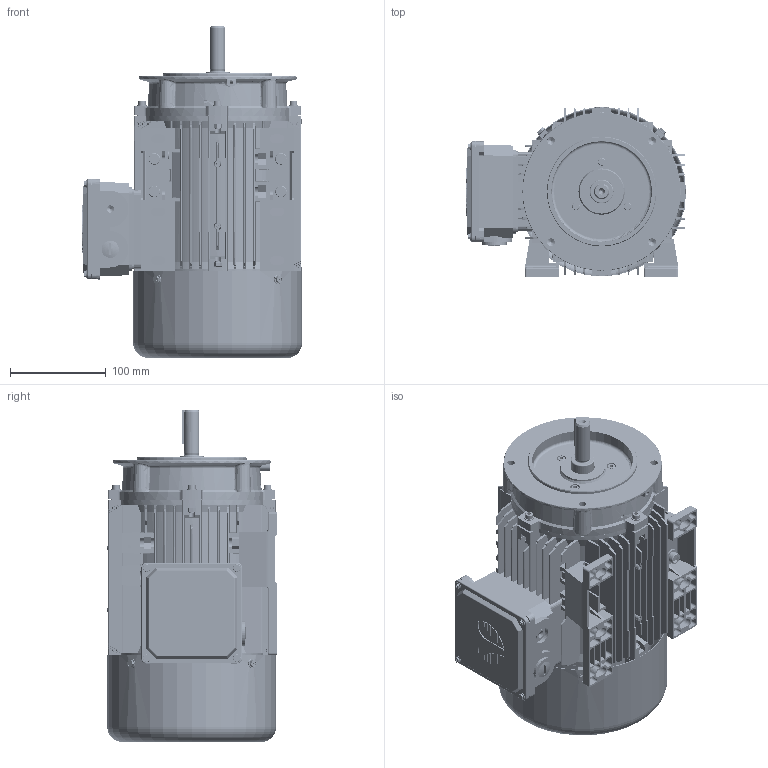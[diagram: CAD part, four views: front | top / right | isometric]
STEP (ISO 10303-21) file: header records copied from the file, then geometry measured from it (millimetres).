
FILE_DESCRIPTION (( 'STEP AP203' ), '1' );
FILE_NAME ('NEMA56H-C軞蚾芞.STEP', '2017-03-02T06:42:09', ( 'Sky123.Org' ), ( 'Sky123.Org' ), 'SwSTEP 2.0', 'SolidWorks 2010', '' );
FILE_SCHEMA (( 'CONFIG_CONTROL_DESIGN' ));
Products named in the file (42): NEMA56衵菁褐; 90霧齪; 霧齪M3X4_Default; 諉盄碟釱躇猾菜_Default; 坶諉盄碟釱M4X10_Default; MS80-100方型接线盒盖密封垫_Default; T-205-C粣創揤啣; NEMA140KTC-C楊擘傷裔; 波形垫圈D52(6205)_Default; 坶抯芃M4X5_Default; 防水圈25X46X2_Default; IEC90-C綴傷裔; 锁轴承压板和前后盖M5X25_Default; TA90-4撰隅赽240え; ヶ綴裔喘倛菜え朴5_Default; NEMA56H-C軞蚾芞; NEMA56-140儂褲; NEMA56酘菁褐; 坶菁褐M8X25_Default; 菁褐粟銅菜え朴8_Default; 菁褐坶踡蹟譫M8; 90堤盄誘杶; MS80-100源倰諉盄裔; 諉盄碟釱諉華喘倛菜え朴5_Default; 諉盄碟諉華蹟隊M5X8_Default; 0.75-14NPT出线螺塞_Default; MS80-100陔諉盄碟裔; 諉盄碟裔蹟隊M4X12_Default; NEMA56H-C蛌粣; 205粣創; 粟銅菜え朴4_Default; す菜え朴4_Default; NEMA56H̼ˢ; 80す瑩B; 嘎殤蚐猾25X37X7_Default; 90-4p怢宒瑞珔; TR90-C瑞欶; 瑞欶蹟譫; ヶ綴裔蹟譫M5_Default; 坶綴裔M5X20_Default ...
Assembly tree (91 placements, depth 2):
  NEMA56H-C軞蚾芞
    霧齪M3X4_Default  x2
    NEMA56衵菁褐
    NEMA56H-C蛌粣
    瑞欶蹟譫  x4
    90堤盄誘杶  x2
    す菜え朴4_Default  x2
    80す瑩B
    锁轴承压板和前后盖M5X25_Default  x10
    ヶ綴裔喘倛菜え朴5_Default  x8
    ヶ綴裔蹟譫M5_Default  x7
    瑞欶蹟隊M4X6_Default  x4
    坶菁褐M8X25_Default  x4
    菁褐粟銅菜え朴8_Default  x4
    菁褐坶踡蹟譫M8  x4
    諉盄碟諉華蹟隊M5X8_Default
    坶抯芃M4X5_Default  x2
    MS80-100源倰諉盄裔
    坶諉盄碟釱M4X10_Default  x4
    諉盄碟裔蹟隊M4X12_Default  x4
    205粣創  x2
    防水圈25X46X2_Default
    IEC90-C綴傷裔
    90-4p怢宒瑞珔
    NEMA56酘菁褐
    0.75-14NPT出线螺塞_Default
    MS80-100方型接线盒盖密封垫_Default
    粟銅菜え朴4_Default  x2
    波形垫圈D52(6205)_Default
    NEMA56-140儂褲
    嘎殤蚐猾25X37X7_Default  x2
    TR90-C瑞欶
    諉盄碟釱諉華喘倛菜え朴5_Default
    坶綴裔M5X20_Default
    TA90-4撰隅赽240え
    MS80-100陔諉盄碟裔
    TA90-4p拸粣蛌赽
    T-205-C粣創揤啣
    90霧齪
    諉盄碟釱躇猾菜_Default
    NEMA140KTC-C楊擘傷裔
    NEMA56H̼ˢ
Bounding box: 229.55 x 177.5 x 346.12 mm (x, y, z)
Volume: 3410907.8 mm3; surface area: 1538358.8 mm2
Topology: 135 solids, 135 shells, 6494 faces, 17203 edges, 11057 vertices
Faces by surface type: plane 3706, cylinder 1851, cone 444, torus 312, bspline 175, sphere 6
Entity records: 208110 total; most frequent: CARTESIAN_POINT 59163, ORIENTED_EDGE 30622, DIRECTION 28967, EDGE_CURVE 15311, AXIS2_PLACEMENT_3D 9870, VERTEX_POINT 9867, LINE 9227, VECTOR 9227
